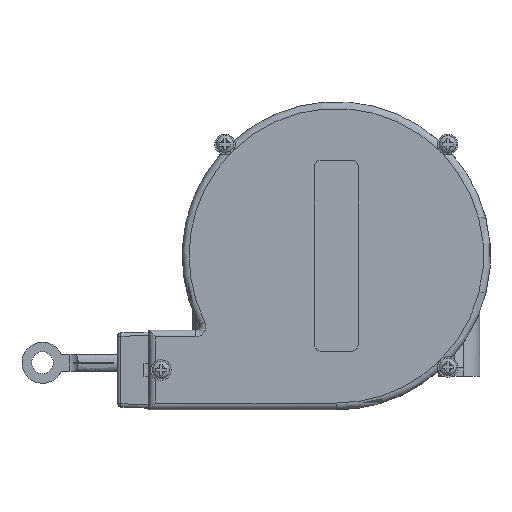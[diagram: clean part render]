
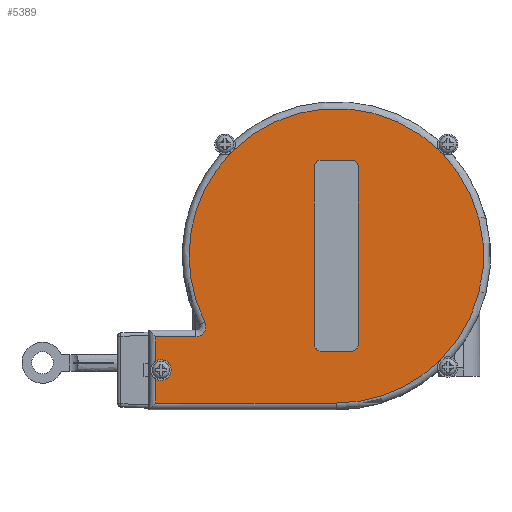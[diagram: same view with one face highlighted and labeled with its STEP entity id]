
A CAD part, top view. The second image highlights one B-rep face of the part: STEP entity #5389.
In plain terms, the highlighted planar face has unit normal (0, 0, 1).
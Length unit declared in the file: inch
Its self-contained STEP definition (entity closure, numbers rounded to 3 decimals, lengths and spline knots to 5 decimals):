
#3579=CARTESIAN_POINT('',(-1.65298,-0.96417,1.153));
#3580=VERTEX_POINT('',#3579);
#3581=CARTESIAN_POINT('',(-1.65298,-1.12583,1.153));
#3582=VERTEX_POINT('',#3581);
#3583=CARTESIAN_POINT('',(-1.605,-1.045,1.153));
#3584=DIRECTION('',(0.0,0.0,-1.0));
#3585=DIRECTION('',(0.0,-1.0,0.0));
#3586=AXIS2_PLACEMENT_3D('',#3583,#3584,#3585);
#3587=CIRCLE('',#3586,0.094);
#3588=EDGE_CURVE('',#3580,#3582,#3587,.T.);
#4831=CARTESIAN_POINT('',(-0.94314,0.9617,1.153));
#4832=VERTEX_POINT('',#4831);
#4853=CARTESIAN_POINT('',(-0.9617,0.94314,1.153));
#4854=VERTEX_POINT('',#4853);
#4874=CARTESIAN_POINT('',(-1.01823,1.01823,1.153));
#4875=DIRECTION('',(0.0,0.0,-1.0));
#4876=DIRECTION('',(0.0,-1.0,0.0));
#4877=AXIS2_PLACEMENT_3D('',#4874,#4875,#4876);
#4878=CIRCLE('',#4877,0.094);
#4879=EDGE_CURVE('',#4832,#4854,#4878,.T.);
#4998=CARTESIAN_POINT('',(0.9617,-0.94314,1.153));
#4999=VERTEX_POINT('',#4998);
#5019=CARTESIAN_POINT('',(0.94314,-0.9617,1.153));
#5020=VERTEX_POINT('',#5019);
#5021=CARTESIAN_POINT('',(1.01823,-1.01823,1.153));
#5022=DIRECTION('',(0.0,0.0,-1.0));
#5023=DIRECTION('',(0.0,1.0,0.0));
#5024=AXIS2_PLACEMENT_3D('',#5021,#5022,#5023);
#5025=CIRCLE('',#5024,0.094);
#5026=EDGE_CURVE('',#5020,#4999,#5025,.T.);
#5057=CARTESIAN_POINT('',(0.,-1.34698,1.153));
#5058=VERTEX_POINT('',#5057);
#5059=CARTESIAN_POINT('',(0.,0.,1.153));
#5060=DIRECTION('',(0.,0.,-1.));
#5061=DIRECTION('',(0.354,-0.935,0.));
#5062=AXIS2_PLACEMENT_3D('',#5059,#5060,#5061);
#5063=CIRCLE('',#5062,1.34698);
#5064=EDGE_CURVE('',#5020,#5058,#5063,.T.);
#5084=CARTESIAN_POINT('',(-1.20262,-0.60668,1.153));
#5085=VERTEX_POINT('',#5084);
#5093=CARTESIAN_POINT('',(0.,0.,1.153));
#5094=DIRECTION('',(0.,0.,-1.));
#5095=DIRECTION('',(-0.992,0.128,0.));
#5096=AXIS2_PLACEMENT_3D('',#5093,#5094,#5095);
#5097=CIRCLE('',#5096,1.34698);
#5098=EDGE_CURVE('',#5085,#4854,#5097,.T.);
#5136=CARTESIAN_POINT('',(-1.28655,-0.74302,1.153));
#5137=VERTEX_POINT('',#5136);
#5145=CARTESIAN_POINT('',(-1.28655,-0.74302,1.153));
#5146=CARTESIAN_POINT('',(-1.25932,-0.74302,1.153));
#5147=CARTESIAN_POINT('',(-1.21392,-0.72165,1.153));
#5148=CARTESIAN_POINT('',(-1.18783,-0.66015,1.153));
#5149=CARTESIAN_POINT('',(-1.19445,-0.62289,1.153));
#5150=CARTESIAN_POINT('',(-1.20262,-0.60668,1.153));
#5151=B_SPLINE_CURVE_WITH_KNOTS('',3,(#5145,#5146,#5147,#5148,#5149,#5150),.UNSPECIFIED.,.F.,.U.,(4,1,1,4),(0.,0.20743,0.34572,0.48401),.UNSPECIFIED.);
#5152=EDGE_CURVE('',#5137,#5085,#5151,.T.);
#5164=CARTESIAN_POINT('',(-1.65298,-0.74302,1.153));
#5165=VERTEX_POINT('',#5164);
#5173=CARTESIAN_POINT('',(-1.65298,-0.74302,1.153));
#5174=DIRECTION('',(1.0,0.0,0.0));
#5175=VECTOR('',#5174,0.36644);
#5176=LINE('',#5173,#5175);
#5177=EDGE_CURVE('',#5165,#5137,#5176,.T.);
#5188=CARTESIAN_POINT('',(-1.65298,-1.34698,1.153));
#5189=VERTEX_POINT('',#5188);
#5190=CARTESIAN_POINT('',(0.,-1.34698,1.153));
#5191=DIRECTION('',(-1.0,0.0,0.0));
#5192=VECTOR('',#5191,1.65298);
#5193=LINE('',#5190,#5192);
#5194=EDGE_CURVE('',#5058,#5189,#5193,.T.);
#5212=CARTESIAN_POINT('',(0.94314,0.9617,1.153));
#5213=VERTEX_POINT('',#5212);
#5235=CARTESIAN_POINT('',(0.,0.,1.153));
#5236=DIRECTION('',(0.0,0.0,-1.0));
#5237=DIRECTION('',(0.0,1.0,0.0));
#5238=AXIS2_PLACEMENT_3D('',#5235,#5236,#5237);
#5239=CIRCLE('',#5238,1.34698);
#5240=EDGE_CURVE('',#4832,#5213,#5239,.T.);
#5250=CARTESIAN_POINT('',(0.9617,0.94314,1.153));
#5251=VERTEX_POINT('',#5250);
#5273=CARTESIAN_POINT('',(1.01823,1.01823,1.153));
#5274=DIRECTION('',(0.0,0.0,-1.0));
#5275=DIRECTION('',(-1.0,0.0,0.0));
#5276=AXIS2_PLACEMENT_3D('',#5273,#5274,#5275);
#5277=CIRCLE('',#5276,0.094);
#5278=EDGE_CURVE('',#5251,#5213,#5277,.T.);
#5283=CARTESIAN_POINT('',(-0.20158,-0.14661,1.153));
#5284=DIRECTION('',(0.0,0.0,1.0));
#5285=DIRECTION('',(1.0,0.0,0.0));
#5286=AXIS2_PLACEMENT_3D('',#5283,#5284,#5285);
#5287=PLANE('',#5286);
#5288=ORIENTED_EDGE('',*,*,#3588,.T.);
#5289=CARTESIAN_POINT('',(-1.65298,-1.34698,1.153));
#5290=DIRECTION('',(0.0,1.0,0.0));
#5291=VECTOR('',#5290,0.22115);
#5292=LINE('',#5289,#5291);
#5293=EDGE_CURVE('',#5189,#3582,#5292,.T.);
#5294=ORIENTED_EDGE('',*,*,#5293,.F.);
#5295=ORIENTED_EDGE('',*,*,#5194,.F.);
#5296=ORIENTED_EDGE('',*,*,#5064,.F.);
#5297=ORIENTED_EDGE('',*,*,#5026,.T.);
#5298=CARTESIAN_POINT('',(0.,0.,1.153));
#5299=DIRECTION('',(0.0,0.0,-1.0));
#5300=DIRECTION('',(1.0,0.0,0.0));
#5301=AXIS2_PLACEMENT_3D('',#5298,#5299,#5300);
#5302=CIRCLE('',#5301,1.34698);
#5303=EDGE_CURVE('',#5251,#4999,#5302,.T.);
#5304=ORIENTED_EDGE('',*,*,#5303,.F.);
#5305=ORIENTED_EDGE('',*,*,#5278,.T.);
#5306=ORIENTED_EDGE('',*,*,#5240,.F.);
#5307=ORIENTED_EDGE('',*,*,#4879,.T.);
#5308=ORIENTED_EDGE('',*,*,#5098,.F.);
#5309=ORIENTED_EDGE('',*,*,#5152,.F.);
#5310=ORIENTED_EDGE('',*,*,#5177,.F.);
#5311=CARTESIAN_POINT('',(-1.65298,-0.96417,1.153));
#5312=DIRECTION('',(0.0,1.0,0.0));
#5313=VECTOR('',#5312,0.22115);
#5314=LINE('',#5311,#5313);
#5315=EDGE_CURVE('',#3580,#5165,#5314,.T.);
#5316=ORIENTED_EDGE('',*,*,#5315,.F.);
#5317=EDGE_LOOP('',(#5288,#5294,#5295,#5296,#5297,#5304,#5305,#5306,#5307,#5308,#5309,#5310,#5316));
#5318=FACE_OUTER_BOUND('',#5317,.T.);
#5319=CARTESIAN_POINT('',(0.2,-0.813,1.153));
#5320=VERTEX_POINT('',#5319);
#5321=CARTESIAN_POINT('',(0.138,-0.875,1.153));
#5322=VERTEX_POINT('',#5321);
#5323=CARTESIAN_POINT('',(0.138,-0.813,1.153));
#5324=DIRECTION('',(0.0,0.0,-1.0));
#5325=DIRECTION('',(0.0,-1.0,0.0));
#5326=AXIS2_PLACEMENT_3D('',#5323,#5324,#5325);
#5327=CIRCLE('',#5326,0.062);
#5328=EDGE_CURVE('',#5320,#5322,#5327,.T.);
#5329=ORIENTED_EDGE('',*,*,#5328,.T.);
#5330=CARTESIAN_POINT('',(-0.138,-0.875,1.153));
#5331=VERTEX_POINT('',#5330);
#5332=CARTESIAN_POINT('',(0.138,-0.875,1.153));
#5333=DIRECTION('',(-1.0,0.0,0.0));
#5334=VECTOR('',#5333,0.276);
#5335=LINE('',#5332,#5334);
#5336=EDGE_CURVE('',#5322,#5331,#5335,.T.);
#5337=ORIENTED_EDGE('',*,*,#5336,.T.);
#5338=CARTESIAN_POINT('',(-0.2,-0.813,1.153));
#5339=VERTEX_POINT('',#5338);
#5340=CARTESIAN_POINT('',(-0.138,-0.813,1.153));
#5341=DIRECTION('',(0.0,0.0,-1.0));
#5342=DIRECTION('',(-1.0,0.0,0.0));
#5343=AXIS2_PLACEMENT_3D('',#5340,#5341,#5342);
#5344=CIRCLE('',#5343,0.062);
#5345=EDGE_CURVE('',#5331,#5339,#5344,.T.);
#5346=ORIENTED_EDGE('',*,*,#5345,.T.);
#5347=CARTESIAN_POINT('',(-0.2,0.813,1.153));
#5348=VERTEX_POINT('',#5347);
#5349=CARTESIAN_POINT('',(-0.2,-0.813,1.153));
#5350=DIRECTION('',(0.0,1.0,0.0));
#5351=VECTOR('',#5350,1.626);
#5352=LINE('',#5349,#5351);
#5353=EDGE_CURVE('',#5339,#5348,#5352,.T.);
#5354=ORIENTED_EDGE('',*,*,#5353,.T.);
#5355=CARTESIAN_POINT('',(-0.138,0.875,1.153));
#5356=VERTEX_POINT('',#5355);
#5357=CARTESIAN_POINT('',(-0.138,0.813,1.153));
#5358=DIRECTION('',(0.0,0.0,-1.0));
#5359=DIRECTION('',(0.0,1.0,0.0));
#5360=AXIS2_PLACEMENT_3D('',#5357,#5358,#5359);
#5361=CIRCLE('',#5360,0.062);
#5362=EDGE_CURVE('',#5348,#5356,#5361,.T.);
#5363=ORIENTED_EDGE('',*,*,#5362,.T.);
#5364=CARTESIAN_POINT('',(0.138,0.875,1.153));
#5365=VERTEX_POINT('',#5364);
#5366=CARTESIAN_POINT('',(-0.138,0.875,1.153));
#5367=DIRECTION('',(1.0,0.0,0.0));
#5368=VECTOR('',#5367,0.276);
#5369=LINE('',#5366,#5368);
#5370=EDGE_CURVE('',#5356,#5365,#5369,.T.);
#5371=ORIENTED_EDGE('',*,*,#5370,.T.);
#5372=CARTESIAN_POINT('',(0.2,0.813,1.153));
#5373=VERTEX_POINT('',#5372);
#5374=CARTESIAN_POINT('',(0.138,0.813,1.153));
#5375=DIRECTION('',(0.0,0.0,-1.0));
#5376=DIRECTION('',(1.0,0.0,0.0));
#5377=AXIS2_PLACEMENT_3D('',#5374,#5375,#5376);
#5378=CIRCLE('',#5377,0.062);
#5379=EDGE_CURVE('',#5365,#5373,#5378,.T.);
#5380=ORIENTED_EDGE('',*,*,#5379,.T.);
#5381=CARTESIAN_POINT('',(0.2,0.813,1.153));
#5382=DIRECTION('',(0.0,-1.0,0.0));
#5383=VECTOR('',#5382,1.626);
#5384=LINE('',#5381,#5383);
#5385=EDGE_CURVE('',#5373,#5320,#5384,.T.);
#5386=ORIENTED_EDGE('',*,*,#5385,.T.);
#5387=EDGE_LOOP('',(#5329,#5337,#5346,#5354,#5363,#5371,#5380,#5386));
#5388=FACE_BOUND('',#5387,.T.);
#5389=ADVANCED_FACE('',(#5318,#5388),#5287,.T.);
